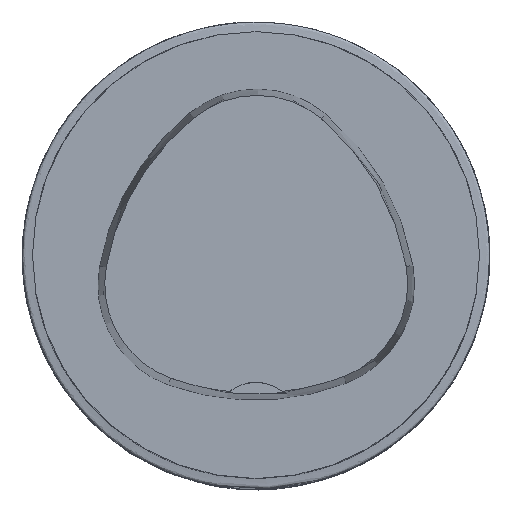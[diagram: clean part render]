
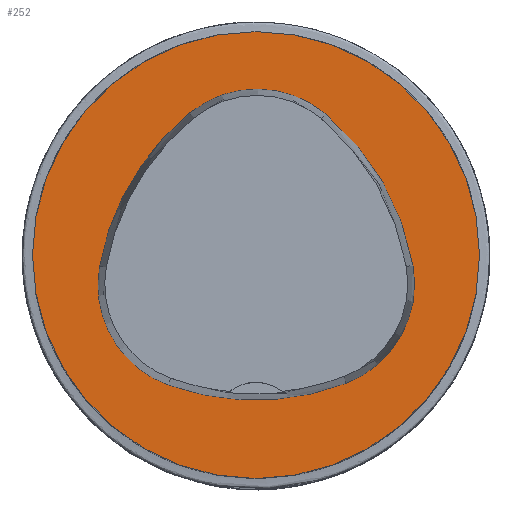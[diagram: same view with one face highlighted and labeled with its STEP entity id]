
A CAD part, top view. The second image highlights one B-rep face of the part: STEP entity #252.
In plain terms, the highlighted planar face has unit normal (0, 0, 1).
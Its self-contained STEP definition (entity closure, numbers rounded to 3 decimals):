
#188=PLANE('',#1066);
#252=ADVANCED_FACE('',(#368,#369),#188,.T.);
#368=FACE_BOUND('',#425,.T.);
#369=FACE_BOUND('',#426,.T.);
#425=EDGE_LOOP('',(#532,#533,#534,#535,#536,#537));
#426=EDGE_LOOP('',(#538));
#532=ORIENTED_EDGE('',*,*,#692,.T.);
#533=ORIENTED_EDGE('',*,*,#672,.T.);
#534=ORIENTED_EDGE('',*,*,#676,.T.);
#535=ORIENTED_EDGE('',*,*,#679,.T.);
#536=ORIENTED_EDGE('',*,*,#682,.T.);
#537=ORIENTED_EDGE('',*,*,#690,.T.);
#538=ORIENTED_EDGE('',*,*,#646,.F.);
#588=VERTEX_POINT('',#1424);
#614=VERTEX_POINT('',#1495);
#615=VERTEX_POINT('',#1496);
#618=VERTEX_POINT('',#1504);
#620=VERTEX_POINT('',#1510);
#622=VERTEX_POINT('',#1516);
#629=VERTEX_POINT('',#1537);
#646=EDGE_CURVE('',#588,#588,#706,.T.);
#672=EDGE_CURVE('',#614,#615,#724,.T.);
#676=EDGE_CURVE('',#615,#618,#726,.T.);
#679=EDGE_CURVE('',#618,#620,#728,.T.);
#682=EDGE_CURVE('',#620,#622,#730,.T.);
#690=EDGE_CURVE('',#622,#629,#734,.T.);
#692=EDGE_CURVE('',#629,#614,#736,.T.);
#706=CIRCLE('',#1003,31.5);
#724=CIRCLE('',#1044,36.);
#726=CIRCLE('',#1047,15.);
#728=CIRCLE('',#1050,36.);
#730=CIRCLE('',#1053,15.);
#734=CIRCLE('',#1058,36.);
#736=CIRCLE('',#1061,15.);
#1003=AXIS2_PLACEMENT_3D('',#1423,#1156,#1157);
#1044=AXIS2_PLACEMENT_3D('',#1494,#1242,#1243);
#1047=AXIS2_PLACEMENT_3D('',#1503,#1250,#1251);
#1050=AXIS2_PLACEMENT_3D('',#1509,#1257,#1258);
#1053=AXIS2_PLACEMENT_3D('',#1515,#1264,#1265);
#1058=AXIS2_PLACEMENT_3D('',#1538,#1276,#1277);
#1061=AXIS2_PLACEMENT_3D('',#1541,#1282,#1283);
#1066=AXIS2_PLACEMENT_3D('',#1546,#1292,#1293);
#1156=DIRECTION('',(0.,0.,-1.));
#1157=DIRECTION('',(-1.,0.,0.));
#1242=DIRECTION('',(0.,0.,-1.));
#1243=DIRECTION('',(-1.,0.,0.));
#1250=DIRECTION('',(0.,0.,-1.));
#1251=DIRECTION('',(-1.,0.,0.));
#1257=DIRECTION('',(0.,0.,-1.));
#1258=DIRECTION('',(-1.,0.,0.));
#1264=DIRECTION('',(0.,0.,-1.));
#1265=DIRECTION('',(-1.,0.,0.));
#1276=DIRECTION('',(0.,0.,-1.));
#1277=DIRECTION('',(-1.,0.,0.));
#1282=DIRECTION('',(0.,0.,-1.));
#1283=DIRECTION('',(-1.,0.,0.));
#1292=DIRECTION('',(0.,0.,1.));
#1293=DIRECTION('',(1.,0.,0.));
#1423=CARTESIAN_POINT('',(0.,0.,0.));
#1424=CARTESIAN_POINT('',(-31.5,0.,0.));
#1494=CARTESIAN_POINT('',(13.398,-7.893,0.));
#1495=CARTESIAN_POINT('',(-22.041,-1.562,0.));
#1496=CARTESIAN_POINT('',(-9.317,20.036,0.));
#1503=CARTESIAN_POINT('',(0.148,8.399,0.));
#1504=CARTESIAN_POINT('',(9.779,19.898,0.));
#1509=CARTESIAN_POINT('',(-13.337,-7.7,0.));
#1510=CARTESIAN_POINT('',(22.122,-1.48,0.));
#1515=CARTESIAN_POINT('',(7.347,-4.071,0.));
#1516=CARTESIAN_POINT('',(12.693,-18.087,0.));
#1537=CARTESIAN_POINT('',(-12.373,-18.307,0.));
#1538=CARTESIAN_POINT('',(-0.137,15.55,0.));
#1541=CARTESIAN_POINT('',(-7.275,-4.2,0.));
#1546=CARTESIAN_POINT('',(0.,0.,0.));
